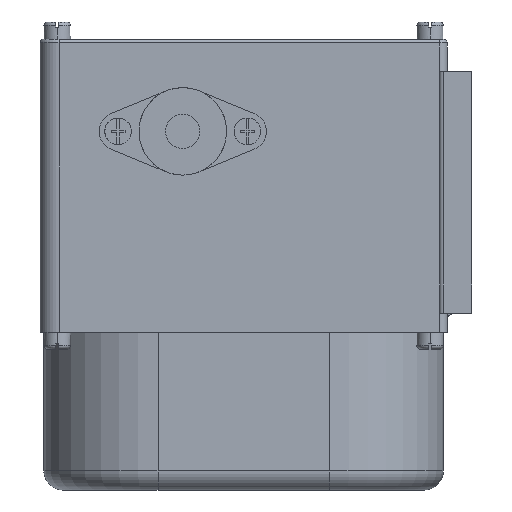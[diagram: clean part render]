
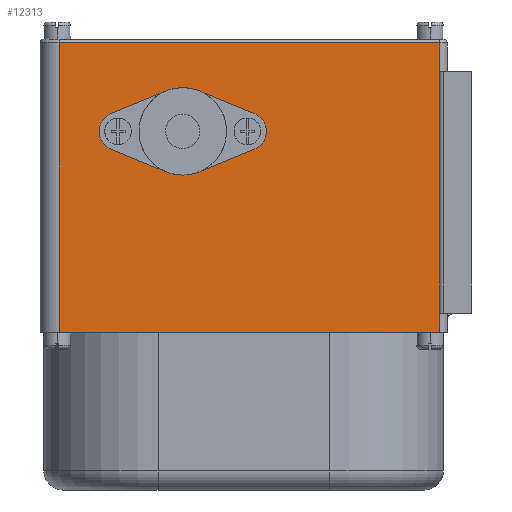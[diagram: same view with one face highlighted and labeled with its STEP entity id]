
A CAD part, left-side view. The second image highlights one B-rep face of the part: STEP entity #12313.
In plain terms, the highlighted planar face has unit normal (-1, 0, 0).
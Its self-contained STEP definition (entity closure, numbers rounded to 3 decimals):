
#194 = VERTEX_POINT ( 'NONE', #13223 ) ;
#297 = CARTESIAN_POINT ( 'NONE',  ( -46., 8.5, -36.75 ) ) ;
#328 = LINE ( 'NONE', #15482, #6668 ) ;
#375 = DIRECTION ( 'NONE',  ( 0., 0., 1. ) ) ;
#433 = DIRECTION ( 'NONE',  ( 0., 0., 1. ) ) ;
#750 = CARTESIAN_POINT ( 'NONE',  ( -46., 76., 16. ) ) ;
#763 = DIRECTION ( 'NONE',  ( 0., 0., 1. ) ) ;
#961 = CIRCLE ( 'NONE', #11871, 11.5 ) ;
#972 = CARTESIAN_POINT ( 'NONE',  ( -46., 59., 16. ) ) ;
#1107 = EDGE_CURVE ( 'NONE', #11878, #14380, #1408, .T. ) ;
#1292 = ORIENTED_EDGE ( 'NONE', *, *, #3487, .F. ) ;
#1295 = AXIS2_PLACEMENT_3D ( 'NONE', #750, #9594, #2040 ) ;
#1408 = CIRCLE ( 'NONE', #6025, 11.5 ) ;
#1809 = VERTEX_POINT ( 'NONE', #2957 ) ;
#2040 = DIRECTION ( 'NONE',  ( 0., 0., 1. ) ) ;
#2142 = VECTOR ( 'NONE', #15641, 1000. ) ;
#2215 = DIRECTION ( 'NONE',  ( 0., 1., 0. ) ) ;
#2221 = EDGE_CURVE ( 'NONE', #11552, #5235, #961, .T. ) ;
#2253 = DIRECTION ( 'NONE',  ( 0., 0., -1. ) ) ;
#2268 = DIRECTION ( 'NONE',  ( 0., 0., 1. ) ) ;
#2328 = VECTOR ( 'NONE', #2439, 1000. ) ;
#2439 = DIRECTION ( 'NONE',  ( 0., 0., -1. ) ) ;
#2469 = ORIENTED_EDGE ( 'NONE', *, *, #3298, .F. ) ;
#2599 = CARTESIAN_POINT ( 'NONE',  ( -46., 113.5, -36.75 ) ) ;
#2656 = EDGE_CURVE ( 'NONE', #10681, #6129, #12204, .T. ) ;
#2784 = EDGE_CURVE ( 'NONE', #10681, #194, #13511, .T. ) ;
#2824 = EDGE_CURVE ( 'NONE', #194, #6951, #6074, .T. ) ;
#2872 = EDGE_CURVE ( 'NONE', #6951, #3987, #5691, .T. ) ;
#2957 = CARTESIAN_POINT ( 'NONE',  ( -46., 94.912, 11.38 ) ) ;
#2958 = EDGE_CURVE ( 'NONE', #3987, #7333, #10830, .T. ) ;
#3075 = EDGE_CURVE ( 'NONE', #7333, #6129, #16180, .T. ) ;
#3094 = EDGE_CURVE ( 'NONE', #13741, #1809, #15793, .T. ) ;
#3140 = EDGE_CURVE ( 'NONE', #14380, #13741, #8851, .T. ) ;
#3193 = VERTEX_POINT ( 'NONE', #5675 ) ;
#3248 = EDGE_CURVE ( 'NONE', #3193, #11878, #11015, .T. ) ;
#3298 = EDGE_CURVE ( 'NONE', #11870, #3193, #13876, .T. ) ;
#3344 = EDGE_CURVE ( 'NONE', #8538, #11870, #6465, .T. ) ;
#3370 = CARTESIAN_POINT ( 'NONE',  ( -46., 108.5, 39.25 ) ) ;
#3427 = ORIENTED_EDGE ( 'NONE', *, *, #2872, .T. ) ;
#3441 = ORIENTED_EDGE ( 'NONE', *, *, #1107, .F. ) ;
#3487 = EDGE_CURVE ( 'NONE', #7942, #8538, #5285, .T. ) ;
#3559 = EDGE_CURVE ( 'NONE', #5235, #7942, #3710, .T. ) ;
#3591 = EDGE_CURVE ( 'NONE', #1809, #11552, #328, .T. ) ;
#3647 = CARTESIAN_POINT ( 'NONE',  ( -46., 94.912, 20.62 ) ) ;
#3710 = CIRCLE ( 'NONE', #12288, 11.5 ) ;
#3983 = CARTESIAN_POINT ( 'NONE',  ( -46., 57.088, 11.38 ) ) ;
#3987 = VERTEX_POINT ( 'NONE', #9832 ) ;
#4039 = ORIENTED_EDGE ( 'NONE', *, *, #3094, .F. ) ;
#4163 = CARTESIAN_POINT ( 'NONE',  ( -46., 76., 16. ) ) ;
#4187 = FACE_OUTER_BOUND ( 'NONE', #8733, .T. ) ;
#4472 = ORIENTED_EDGE ( 'NONE', *, *, #3344, .F. ) ;
#4482 = ORIENTED_EDGE ( 'NONE', *, *, #3559, .F. ) ;
#4649 = DIRECTION ( 'NONE',  ( 0., 0.924, 0.382 ) ) ;
#5143 = CARTESIAN_POINT ( 'NONE',  ( -46., 80.397, 5.374 ) ) ;
#5207 = CARTESIAN_POINT ( 'NONE',  ( -46., 113.5, -36.75 ) ) ;
#5235 = VERTEX_POINT ( 'NONE', #11161 ) ;
#5285 = LINE ( 'NONE', #6520, #7860 ) ;
#5419 = DIRECTION ( 'NONE',  ( 0., 0., 1. ) ) ;
#5495 = VECTOR ( 'NONE', #8139, 1000. ) ;
#5584 = CARTESIAN_POINT ( 'NONE',  ( -46., 94.912, 20.62 ) ) ;
#5675 = CARTESIAN_POINT ( 'NONE',  ( -46., 71.603, 26.626 ) ) ;
#5691 = LINE ( 'NONE', #8794, #2328 ) ;
#6025 = AXIS2_PLACEMENT_3D ( 'NONE', #6611, #15288, #7886 ) ;
#6074 = LINE ( 'NONE', #9952, #12755 ) ;
#6129 = VERTEX_POINT ( 'NONE', #13037 ) ;
#6385 = AXIS2_PLACEMENT_3D ( 'NONE', #972, #9810, #2253 ) ;
#6403 = PLANE ( 'NONE',  #8914 ) ;
#6465 = CIRCLE ( 'NONE', #6385, 5. ) ;
#6520 = CARTESIAN_POINT ( 'NONE',  ( -46., 57.088, 11.38 ) ) ;
#6611 = CARTESIAN_POINT ( 'NONE',  ( -46., 76., 16. ) ) ;
#6668 = VECTOR ( 'NONE', #6805, 1000. ) ;
#6687 = CARTESIAN_POINT ( 'NONE',  ( -46., 8.5, -36.75 ) ) ;
#6805 = DIRECTION ( 'NONE',  ( 0., -0.924, -0.382 ) ) ;
#6820 = CARTESIAN_POINT ( 'NONE',  ( -46., 57.088, 20.62 ) ) ;
#6896 = VECTOR ( 'NONE', #2268, 1000. ) ;
#6951 = VERTEX_POINT ( 'NONE', #3370 ) ;
#7126 = CARTESIAN_POINT ( 'NONE',  ( -46., 57.088, 20.62 ) ) ;
#7333 = VERTEX_POINT ( 'NONE', #297 ) ;
#7679 = DIRECTION ( 'NONE',  ( 0., 0., -1. ) ) ;
#7755 = CARTESIAN_POINT ( 'NONE',  ( -46., 71.603, 5.374 ) ) ;
#7860 = VECTOR ( 'NONE', #11595, 1000. ) ;
#7886 = DIRECTION ( 'NONE',  ( 0., 0., 1. ) ) ;
#7942 = VERTEX_POINT ( 'NONE', #7755 ) ;
#8028 = DIRECTION ( 'NONE',  ( -1., 0., 0. ) ) ;
#8139 = DIRECTION ( 'NONE',  ( 0., 0.924, -0.382 ) ) ;
#8366 = DIRECTION ( 'NONE',  ( -1., 0., 0. ) ) ;
#8538 = VERTEX_POINT ( 'NONE', #3983 ) ;
#8733 = EDGE_LOOP ( 'NONE', ( #16077, #13962, #11901, #3427, #11325, #15706 ) ) ;
#8794 = CARTESIAN_POINT ( 'NONE',  ( -46., 108.5, -36.75 ) ) ;
#8851 = LINE ( 'NONE', #5584, #5495 ) ;
#8914 = AXIS2_PLACEMENT_3D ( 'NONE', #2599, #15090, #7679 ) ;
#9011 = ORIENTED_EDGE ( 'NONE', *, *, #2221, .F. ) ;
#9501 = ORIENTED_EDGE ( 'NONE', *, *, #3591, .F. ) ;
#9594 = DIRECTION ( 'NONE',  ( -1., 0., 0. ) ) ;
#9632 = VECTOR ( 'NONE', #375, 1000. ) ;
#9681 = CARTESIAN_POINT ( 'NONE',  ( -46., 80.397, 26.626 ) ) ;
#9810 = DIRECTION ( 'NONE',  ( -1., 0., 0. ) ) ;
#9832 = CARTESIAN_POINT ( 'NONE',  ( -46., 108.5, -36.75 ) ) ;
#9952 = CARTESIAN_POINT ( 'NONE',  ( -46., 113.5, 39.25 ) ) ;
#10581 = ORIENTED_EDGE ( 'NONE', *, *, #3248, .F. ) ;
#10681 = VERTEX_POINT ( 'NONE', #11629 ) ;
#10830 = LINE ( 'NONE', #5207, #14834 ) ;
#11015 = CIRCLE ( 'NONE', #1295, 11.5 ) ;
#11161 = CARTESIAN_POINT ( 'NONE',  ( -46., 76., 4.5 ) ) ;
#11325 = ORIENTED_EDGE ( 'NONE', *, *, #2958, .T. ) ;
#11552 = VERTEX_POINT ( 'NONE', #5143 ) ;
#11595 = DIRECTION ( 'NONE',  ( 0., -0.924, 0.382 ) ) ;
#11629 = CARTESIAN_POINT ( 'NONE',  ( -46., 8.5, 31.75 ) ) ;
#11771 = AXIS2_PLACEMENT_3D ( 'NONE', #15419, #8028, #433 ) ;
#11870 = VERTEX_POINT ( 'NONE', #6820 ) ;
#11871 = AXIS2_PLACEMENT_3D ( 'NONE', #15735, #8366, #763 ) ;
#11878 = VERTEX_POINT ( 'NONE', #15543 ) ;
#11901 = ORIENTED_EDGE ( 'NONE', *, *, #2824, .T. ) ;
#11911 = ORIENTED_EDGE ( 'NONE', *, *, #3140, .F. ) ;
#12204 = LINE ( 'NONE', #15588, #2142 ) ;
#12288 = AXIS2_PLACEMENT_3D ( 'NONE', #4163, #12921, #5419 ) ;
#12313 = ADVANCED_FACE ( 'NONE', ( #4187, #14135 ), #6403, .F. ) ;
#12755 = VECTOR ( 'NONE', #2215, 1000. ) ;
#12921 = DIRECTION ( 'NONE',  ( -1., 0., 0. ) ) ;
#13037 = CARTESIAN_POINT ( 'NONE',  ( -46., 8.5, -31.75 ) ) ;
#13223 = CARTESIAN_POINT ( 'NONE',  ( -46., 8.5, 39.25 ) ) ;
#13497 = VECTOR ( 'NONE', #4649, 1000. ) ;
#13511 = LINE ( 'NONE', #15955, #6896 ) ;
#13741 = VERTEX_POINT ( 'NONE', #3647 ) ;
#13876 = LINE ( 'NONE', #7126, #13497 ) ;
#13921 = DIRECTION ( 'NONE',  ( 0., -1., 0. ) ) ;
#13962 = ORIENTED_EDGE ( 'NONE', *, *, #2784, .T. ) ;
#14135 = FACE_BOUND ( 'NONE', #14335, .T. ) ;
#14335 = EDGE_LOOP ( 'NONE', ( #4039, #11911, #3441, #10581, #2469, #4472, #1292, #4482, #9011, #9501 ) ) ;
#14380 = VERTEX_POINT ( 'NONE', #9681 ) ;
#14834 = VECTOR ( 'NONE', #13921, 1000. ) ;
#15090 = DIRECTION ( 'NONE',  ( 1., 0., 0. ) ) ;
#15288 = DIRECTION ( 'NONE',  ( -1., 0., 0. ) ) ;
#15419 = CARTESIAN_POINT ( 'NONE',  ( -46., 93., 16. ) ) ;
#15482 = CARTESIAN_POINT ( 'NONE',  ( -46., 94.912, 11.38 ) ) ;
#15543 = CARTESIAN_POINT ( 'NONE',  ( -46., 76., 27.5 ) ) ;
#15588 = CARTESIAN_POINT ( 'NONE',  ( -46., 8.5, 0. ) ) ;
#15641 = DIRECTION ( 'NONE',  ( 0., 0., -1. ) ) ;
#15706 = ORIENTED_EDGE ( 'NONE', *, *, #3075, .T. ) ;
#15735 = CARTESIAN_POINT ( 'NONE',  ( -46., 76., 16. ) ) ;
#15793 = CIRCLE ( 'NONE', #11771, 5. ) ;
#15955 = CARTESIAN_POINT ( 'NONE',  ( -46., 8.5, -36.75 ) ) ;
#16077 = ORIENTED_EDGE ( 'NONE', *, *, #2656, .F. ) ;
#16180 = LINE ( 'NONE', #6687, #9632 ) ;
